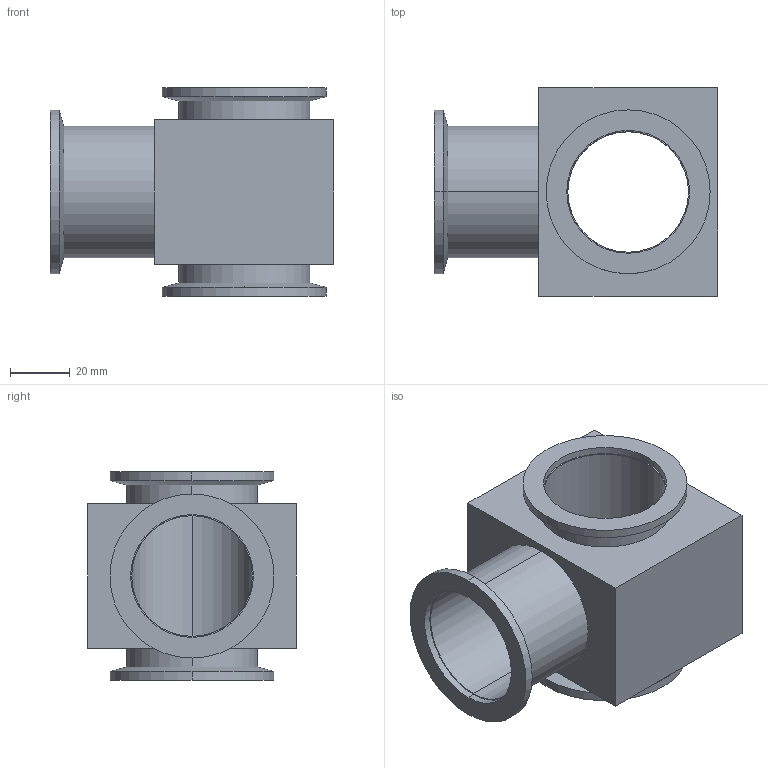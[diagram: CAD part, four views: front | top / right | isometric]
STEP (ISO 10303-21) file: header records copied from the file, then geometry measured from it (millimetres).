
FILE_DESCRIPTION (( 'STEP AP214' ), '1' );
FILE_NAME ('110RTS040-V.stp', '2014-02-06T10:08:06', ( '' ), ( '' ), 'SwSTEP 2.0', 'SolidWorks 2013', '' );
FILE_SCHEMA (( 'AUTOMOTIVE_DESIGN' ));
Length unit declared in the file: millimetre
Products named in the file (1): 110RTS040-V
Bounding box: 95 x 70 x 70 mm (x, y, z)
Volume: 147021.2 mm3; surface area: 43790.1 mm2
Topology: 1 solids, 1 shells, 40 faces, 95 edges, 62 vertices
Faces by surface type: cylinder 22, plane 12, cone 6
Entity records: 1659 total; most frequent: DIRECTION 223, CARTESIAN_POINT 210, ORIENTED_EDGE 190, EDGE_CURVE 95, AXIS2_PLACEMENT_3D 91, VERTEX_POINT 62, CIRCLE 50, EDGE_LOOP 49
